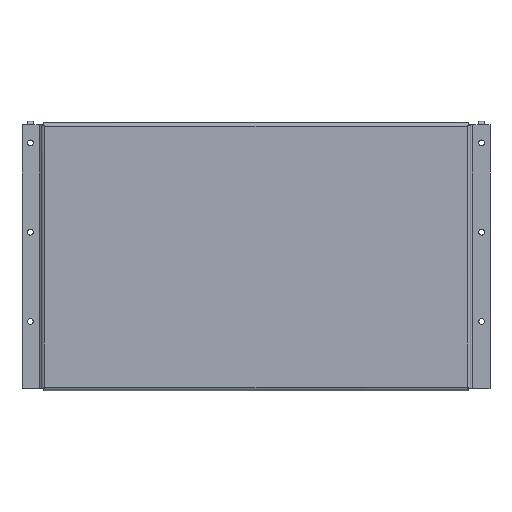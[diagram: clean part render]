
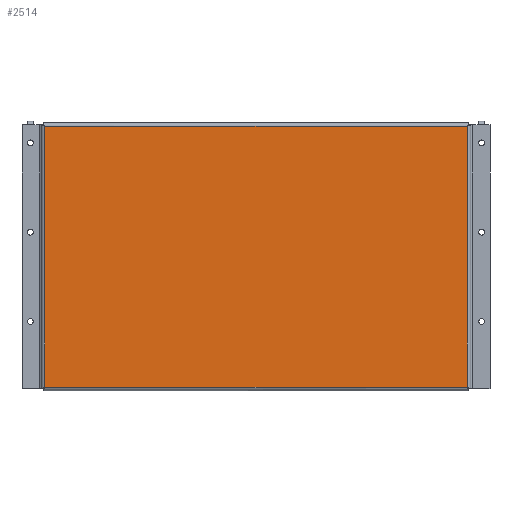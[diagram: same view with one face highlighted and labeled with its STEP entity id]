
A CAD part, front view. The second image highlights one B-rep face of the part: STEP entity #2514.
In plain terms, the highlighted planar face has unit normal (0, -1, 0).
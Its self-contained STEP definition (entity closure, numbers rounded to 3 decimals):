
#21 = ORIENTED_EDGE ( 'NONE', *, *, #1966, .F. ) ;
#31 = LINE ( 'NONE', #540, #214 ) ;
#79 = DIRECTION ( 'NONE',  ( -1., 0., 0. ) ) ;
#119 = EDGE_CURVE ( 'NONE', #2917, #2386, #1518, .T. ) ;
#214 = VECTOR ( 'NONE', #1768, 1000. ) ;
#274 = CARTESIAN_POINT ( 'NONE',  ( 477., 0., 0. ) ) ;
#415 = VECTOR ( 'NONE', #2526, 1000. ) ;
#500 = VERTEX_POINT ( 'NONE', #2852 ) ;
#540 = CARTESIAN_POINT ( 'NONE',  ( 477., 0., 292. ) ) ;
#864 = ORIENTED_EDGE ( 'NONE', *, *, #917, .T. ) ;
#917 = EDGE_CURVE ( 'NONE', #2386, #500, #1732, .T. ) ;
#929 = FACE_OUTER_BOUND ( 'NONE', #2772, .T. ) ;
#1083 = ORIENTED_EDGE ( 'NONE', *, *, #119, .T. ) ;
#1156 = VECTOR ( 'NONE', #2495, 1000. ) ;
#1338 = CARTESIAN_POINT ( 'NONE',  ( 4., 0., 292. ) ) ;
#1457 = DIRECTION ( 'NONE',  ( 0., 0., -1. ) ) ;
#1518 = LINE ( 'NONE', #2782, #415 ) ;
#1728 = VECTOR ( 'NONE', #79, 1000. ) ;
#1732 = LINE ( 'NONE', #2814, #1156 ) ;
#1768 = DIRECTION ( 'NONE',  ( 0., 0., -1. ) ) ;
#1966 = EDGE_CURVE ( 'NONE', #2917, #2823, #31, .T. ) ;
#2198 = CARTESIAN_POINT ( 'NONE',  ( 0., 0., 292. ) ) ;
#2365 = CARTESIAN_POINT ( 'NONE',  ( 477., 0., 292. ) ) ;
#2386 = VERTEX_POINT ( 'NONE', #1338 ) ;
#2463 = EDGE_CURVE ( 'NONE', #2823, #500, #2641, .T. ) ;
#2495 = DIRECTION ( 'NONE',  ( 0., 0., -1. ) ) ;
#2514 = ADVANCED_FACE ( 'NONE', ( #929 ), #2732, .T. ) ;
#2526 = DIRECTION ( 'NONE',  ( -1., 0., 0. ) ) ;
#2641 = LINE ( 'NONE', #3083, #1728 ) ;
#2721 = ORIENTED_EDGE ( 'NONE', *, *, #2463, .F. ) ;
#2732 = PLANE ( 'NONE',  #3283 ) ;
#2772 = EDGE_LOOP ( 'NONE', ( #2721, #21, #1083, #864 ) ) ;
#2782 = CARTESIAN_POINT ( 'NONE',  ( 0., 0., 292. ) ) ;
#2814 = CARTESIAN_POINT ( 'NONE',  ( 4., 0., 292. ) ) ;
#2823 = VERTEX_POINT ( 'NONE', #274 ) ;
#2852 = CARTESIAN_POINT ( 'NONE',  ( 4., 0., 0. ) ) ;
#2917 = VERTEX_POINT ( 'NONE', #2365 ) ;
#3083 = CARTESIAN_POINT ( 'NONE',  ( 0., 0., 0. ) ) ;
#3243 = DIRECTION ( 'NONE',  ( 0., -1., 0. ) ) ;
#3283 = AXIS2_PLACEMENT_3D ( 'NONE', #2198, #3243, #1457 ) ;
